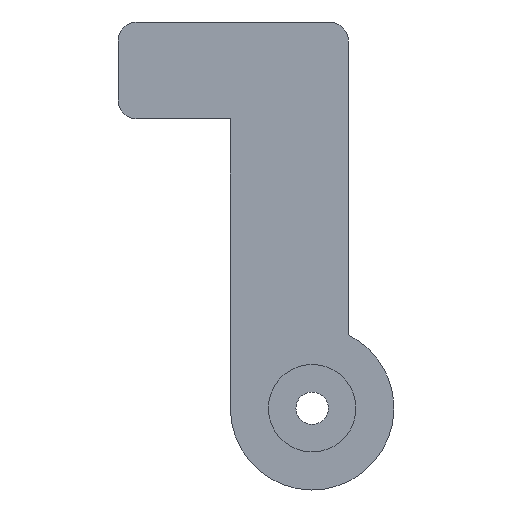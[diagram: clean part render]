
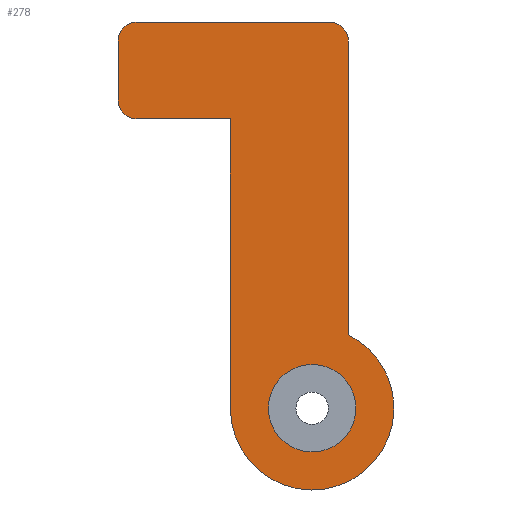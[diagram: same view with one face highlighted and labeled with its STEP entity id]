
A CAD part, left-side view. The second image highlights one B-rep face of the part: STEP entity #278.
In plain terms, the highlighted planar face has unit normal (-1, 0, 0).
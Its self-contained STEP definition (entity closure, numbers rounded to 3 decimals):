
#15=FACE_BOUND('',#46,.T.);
#19=PLANE('',#310);
#29=FACE_OUTER_BOUND('',#45,.T.);
#45=EDGE_LOOP('',(#199,#200,#201,#202,#203,#204,#205,#206,#207,#208,#209));
#46=EDGE_LOOP('',(#210));
#64=LINE('',#435,#89);
#67=LINE('',#441,#92);
#68=LINE('',#443,#93);
#69=LINE('',#447,#94);
#70=LINE('',#451,#95);
#71=LINE('',#455,#96);
#89=VECTOR('',#348,10.);
#92=VECTOR('',#353,10.);
#93=VECTOR('',#354,10.);
#94=VECTOR('',#357,10.);
#95=VECTOR('',#360,10.);
#96=VECTOR('',#363,10.);
#113=CIRCLE('',#308,1.);
#114=CIRCLE('',#311,4.3);
#115=CIRCLE('',#312,4.3);
#116=CIRCLE('',#313,1.);
#117=CIRCLE('',#314,1.);
#118=CIRCLE('',#315,2.3);
#128=VERTEX_POINT('',#428);
#129=VERTEX_POINT('',#430);
#130=VERTEX_POINT('',#434);
#132=VERTEX_POINT('',#440);
#133=VERTEX_POINT('',#442);
#134=VERTEX_POINT('',#444);
#135=VERTEX_POINT('',#446);
#136=VERTEX_POINT('',#448);
#137=VERTEX_POINT('',#450);
#138=VERTEX_POINT('',#452);
#139=VERTEX_POINT('',#454);
#140=VERTEX_POINT('',#457);
#154=EDGE_CURVE('',#128,#129,#113,.T.);
#156=EDGE_CURVE('',#129,#130,#64,.T.);
#159=EDGE_CURVE('',#132,#128,#67,.T.);
#160=EDGE_CURVE('',#132,#133,#68,.T.);
#161=EDGE_CURVE('',#134,#133,#114,.T.);
#162=EDGE_CURVE('',#134,#135,#69,.T.);
#163=EDGE_CURVE('',#136,#135,#115,.T.);
#164=EDGE_CURVE('',#137,#136,#70,.T.);
#165=EDGE_CURVE('',#138,#137,#116,.T.);
#166=EDGE_CURVE('',#138,#139,#71,.T.);
#167=EDGE_CURVE('',#130,#139,#117,.T.);
#168=EDGE_CURVE('',#140,#140,#118,.T.);
#199=ORIENTED_EDGE('',*,*,#154,.F.);
#200=ORIENTED_EDGE('',*,*,#159,.F.);
#201=ORIENTED_EDGE('',*,*,#160,.T.);
#202=ORIENTED_EDGE('',*,*,#161,.F.);
#203=ORIENTED_EDGE('',*,*,#162,.T.);
#204=ORIENTED_EDGE('',*,*,#163,.F.);
#205=ORIENTED_EDGE('',*,*,#164,.F.);
#206=ORIENTED_EDGE('',*,*,#165,.F.);
#207=ORIENTED_EDGE('',*,*,#166,.T.);
#208=ORIENTED_EDGE('',*,*,#167,.F.);
#209=ORIENTED_EDGE('',*,*,#156,.F.);
#210=ORIENTED_EDGE('',*,*,#168,.F.);
#278=ADVANCED_FACE('',(#29,#15),#19,.F.);
#308=AXIS2_PLACEMENT_3D('',#431,#343,#344);
#310=AXIS2_PLACEMENT_3D('',#439,#351,#352);
#311=AXIS2_PLACEMENT_3D('',#445,#355,#356);
#312=AXIS2_PLACEMENT_3D('',#449,#358,#359);
#313=AXIS2_PLACEMENT_3D('',#453,#361,#362);
#314=AXIS2_PLACEMENT_3D('',#456,#364,#365);
#315=AXIS2_PLACEMENT_3D('',#458,#366,#367);
#343=DIRECTION('center_axis',(1.,0.,0.));
#344=DIRECTION('ref_axis',(0.,0.707,-0.707));
#348=DIRECTION('',(0.,0.,1.));
#351=DIRECTION('center_axis',(1.,0.,0.));
#352=DIRECTION('ref_axis',(0.,0.,-1.));
#353=DIRECTION('',(0.,1.,0.));
#354=DIRECTION('',(0.,0.,-1.));
#355=DIRECTION('center_axis',(1.,0.,0.));
#356=DIRECTION('ref_axis',(0.,0.,-1.));
#357=DIRECTION('',(0.,0.,1.));
#358=DIRECTION('center_axis',(1.,0.,0.));
#359=DIRECTION('ref_axis',(0.,0.,-1.));
#360=DIRECTION('',(0.,0.,-1.));
#361=DIRECTION('center_axis',(1.,0.,0.));
#362=DIRECTION('ref_axis',(0.,-0.707,0.707));
#363=DIRECTION('',(0.,1.,0.));
#364=DIRECTION('center_axis',(1.,0.,0.));
#365=DIRECTION('ref_axis',(0.,0.707,0.707));
#366=DIRECTION('center_axis',(-1.,0.,0.));
#367=DIRECTION('ref_axis',(0.,0.,-1.));
#428=CARTESIAN_POINT('',(0.,9.2,15.204));
#430=CARTESIAN_POINT('',(0.,10.2,16.204));
#431=CARTESIAN_POINT('Origin',(0.,9.2,16.204));
#434=CARTESIAN_POINT('',(0.,10.2,19.3));
#435=CARTESIAN_POINT('',(0.,10.2,15.204));
#439=CARTESIAN_POINT('Origin',(0.,2.951,8.));
#440=CARTESIAN_POINT('',(0.,4.3,15.204));
#441=CARTESIAN_POINT('',(0.,4.3,15.204));
#442=CARTESIAN_POINT('',(0.,4.3,0.));
#443=CARTESIAN_POINT('',(0.,4.3,15.204));
#444=CARTESIAN_POINT('',(0.,-4.299,-0.096));
#445=CARTESIAN_POINT('Origin',(0.,0.,0.));
#446=CARTESIAN_POINT('',(0.,-4.299,0.096));
#447=CARTESIAN_POINT('',(0.,-4.299,-0.096));
#448=CARTESIAN_POINT('',(0.,-1.905,3.855));
#449=CARTESIAN_POINT('Origin',(0.,0.,0.));
#450=CARTESIAN_POINT('',(0.,-1.905,19.3));
#451=CARTESIAN_POINT('',(0.,-1.905,20.3));
#452=CARTESIAN_POINT('',(0.,-0.905,20.3));
#453=CARTESIAN_POINT('Origin',(0.,-0.905,19.3));
#454=CARTESIAN_POINT('',(0.,9.2,20.3));
#455=CARTESIAN_POINT('',(0.,4.3,20.3));
#456=CARTESIAN_POINT('Origin',(0.,9.2,19.3));
#457=CARTESIAN_POINT('',(0.,0.,2.3));
#458=CARTESIAN_POINT('Origin',(0.,0.,0.));
